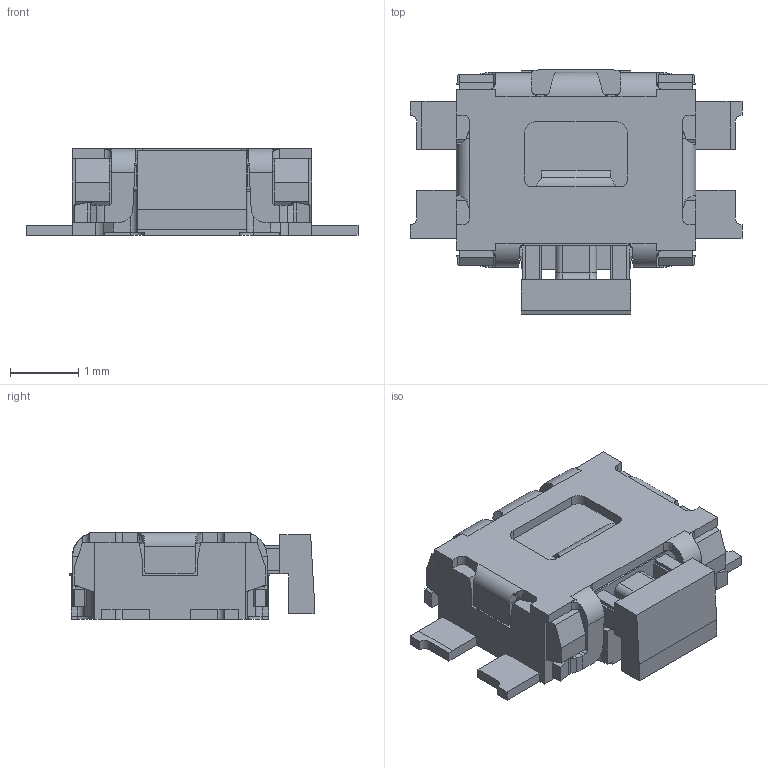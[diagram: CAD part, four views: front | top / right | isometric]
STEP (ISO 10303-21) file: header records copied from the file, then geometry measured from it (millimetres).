
FILE_DESCRIPTION(/* description */ (''),/* implementation_level */ '2;1');
FILE_NAME(/* name */ 'SKSCLC.step',/* time_stamp */ '2021-09-27T18:01:11+08:00',/* author */ (''),/* organization */ (''),/* preprocessor_version */ 'ST-DEVELOPER v18.1',/* originating_system */ 'Autodesk Translation Framework v10.10.0.1391',/* authorisation */ '');
FILE_SCHEMA (('AUTOMOTIVE_DESIGN { 1 0 10303 214 3 1 1 }'));
Length unit declared in the file: millimetre
Products named in the file (1): SKSCLC
Bounding box: 4.85 x 3.56 x 1.27 mm (x, y, z)
Volume: 12.4 mm3; surface area: 57.9 mm2
Topology: 1 solids, 1 shells, 446 faces, 1252 edges, 798 vertices
Faces by surface type: plane 338, cylinder 92, bspline 14, torus 2
Entity records: 15112 total; most frequent: CARTESIAN_POINT 3133, ORIENTED_EDGE 2504, DIRECTION 2254, EDGE_CURVE 1252, LINE 1006, VECTOR 1006, VERTEX_POINT 798, AXIS2_PLACEMENT_3D 624
